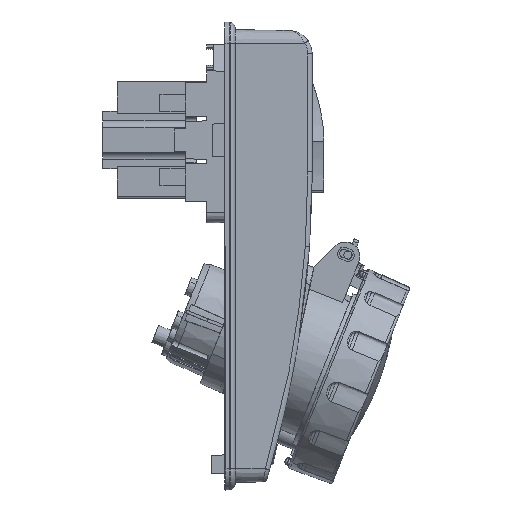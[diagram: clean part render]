
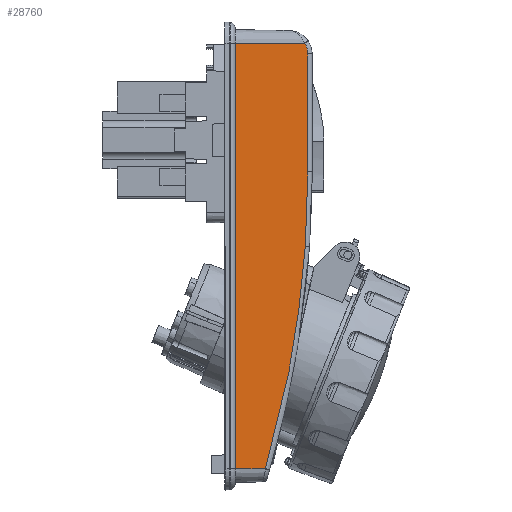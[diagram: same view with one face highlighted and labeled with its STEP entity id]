
A CAD part, front view. The second image highlights one B-rep face of the part: STEP entity #28760.
In plain terms, the highlighted planar face has unit normal (0.018, -1, 0).
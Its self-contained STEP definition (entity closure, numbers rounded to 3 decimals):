
#3513=DIRECTION('',(0.,0.,1.));
#3514=VECTOR('',#3513,200.);
#3515=CARTESIAN_POINT('',(101.187,-47.9,-94.5));
#3516=LINE('',#3515,#3514);
#3517=DIRECTION('',(1.,0.017,0.));
#3518=VECTOR('',#3517,32.498);
#3519=CARTESIAN_POINT('',(101.187,-47.9,105.5));
#3520=LINE('',#3519,#3518);
#3521=CARTESIAN_POINT('',(133.68,-47.333,105.5));
#3522=CARTESIAN_POINT('',(133.846,-47.33,105.254));
#3523=CARTESIAN_POINT('',(134.153,-47.325,104.747));
#3524=CARTESIAN_POINT('',(134.539,-47.318,103.94));
#3525=CARTESIAN_POINT('',(134.842,-47.313,103.101));
#3526=CARTESIAN_POINT('',(135.061,-47.309,102.235));
#3527=CARTESIAN_POINT('',(135.193,-47.306,101.351));
#3528=CARTESIAN_POINT('',(135.222,-47.306,100.759));
#3529=CARTESIAN_POINT('',(135.222,-47.306,100.462));
#3531=DIRECTION('',(0.,0.,-1.));
#3532=VECTOR('',#3531,55.462);
#3533=CARTESIAN_POINT('',(135.222,-47.306,100.462));
#3534=LINE('',#3533,#3532);
#3535=CARTESIAN_POINT('',(135.222,-47.306,45.));
#3536=CARTESIAN_POINT('',(135.222,-47.306,41.105));
#3537=CARTESIAN_POINT('',(135.131,-47.308,33.32));
#3538=CARTESIAN_POINT('',(134.72,-47.315,21.646));
#3539=CARTESIAN_POINT('',(134.264,-47.323,13.88));
#3540=CARTESIAN_POINT('',(133.99,-47.327,10.));
#3542=CARTESIAN_POINT('',(115.284,-47.654,
-94.5));
#3543=CARTESIAN_POINT('',(116.526,-47.632,
-90.245));
#3544=CARTESIAN_POINT('',(118.895,-47.591,
-81.704));
#3545=CARTESIAN_POINT('',(122.106,-47.535,
-68.798));
#3546=CARTESIAN_POINT('',(124.972,-47.485,
-55.813));
#3547=CARTESIAN_POINT('',(127.489,-47.441,
-42.755));
#3548=CARTESIAN_POINT('',(129.657,-47.403,
-29.635));
#3549=CARTESIAN_POINT('',(131.474,-47.371,
-16.461));
#3550=CARTESIAN_POINT('',(132.939,-47.346,
-3.243));
#3551=CARTESIAN_POINT('',(133.679,-47.333,5.583));
#3552=CARTESIAN_POINT('',(133.99,-47.327,10.));
#3554=DIRECTION('',(1.,0.017,0.));
#3555=VECTOR('',#3554,14.1);
#3556=CARTESIAN_POINT('',(101.187,-47.9,-94.5));
#3557=LINE('',#3556,#3555);
#5584=CARTESIAN_POINT('',(115.284,-47.654,
-94.5));
#5598=CARTESIAN_POINT('',(133.99,-47.327,10.));
#22648=CARTESIAN_POINT('',(135.222,-47.306,
100.462));
#22649=CARTESIAN_POINT('',(135.222,-47.306,45.));
#22650=VERTEX_POINT('',#22648);
#22651=VERTEX_POINT('',#22649);
#22653=VERTEX_POINT('',#3521);
#22999=CARTESIAN_POINT('',(101.187,-47.9,105.5));
#23001=VERTEX_POINT('',#22999);
#23013=VERTEX_POINT('',#5598);
#23546=VERTEX_POINT('',#5584);
#23556=CARTESIAN_POINT('',(101.187,-47.9,-94.5));
#23558=VERTEX_POINT('',#23556);
#28740=CARTESIAN_POINT('',(101.187,-47.9,
5.5));
#28741=DIRECTION('',(-0.017,1.,0.));
#28742=DIRECTION('',(0.,0.,-1.));
#28743=AXIS2_PLACEMENT_3D('',#28740,#28741,#28742);
#28744=PLANE('',#28743);
#28746=ORIENTED_EDGE('',*,*,#28745,.F.);
#28747=ORIENTED_EDGE('',*,*,#28731,.T.);
#28749=ORIENTED_EDGE('',*,*,#28748,.T.);
#28751=ORIENTED_EDGE('',*,*,#28750,.T.);
#28753=ORIENTED_EDGE('',*,*,#28752,.T.);
#28755=ORIENTED_EDGE('',*,*,#28754,.T.);
#28757=ORIENTED_EDGE('',*,*,#28756,.F.);
#28758=EDGE_LOOP('',(#28746,#28747,#28749,#28751,#28753,#28755,#28757));
#28759=FACE_OUTER_BOUND('',#28758,.F.);
#28760=ADVANCED_FACE('',(#28759),#28744,.F.);
#3530=B_SPLINE_CURVE_WITH_KNOTS('',3,(#3521,#3522,#3523,#3524,#3525,#3526,#3527,
#3528,#3529),.UNSPECIFIED.,.F.,.F.,(4,1,1,1,1,1,4),(0.,0.167,
0.333,0.5,0.667,0.833,1.),
.UNSPECIFIED.);
#3541=B_SPLINE_CURVE_WITH_KNOTS('',3,(#3535,#3536,#3537,#3538,#3539,#3540),
.UNSPECIFIED.,.F.,.F.,(4,1,1,4),(0.,0.333,0.667,1.),
.UNSPECIFIED.);
#3553=B_SPLINE_CURVE_WITH_KNOTS('',3,(#3542,#3543,#3544,#3545,#3546,#3547,#3548,
#3549,#3550,#3551,#3552),.UNSPECIFIED.,.F.,.F.,(4,1,1,1,1,1,1,1,4),(0.,
0.125,0.25,0.375,0.5,0.625,0.75,0.875,1.),.UNSPECIFIED.);
#28731=EDGE_CURVE('',#23558,#23001,#3516,.T.);
#28745=EDGE_CURVE('',#23558,#23546,#3557,.T.);
#28748=EDGE_CURVE('',#23001,#22653,#3520,.T.);
#28750=EDGE_CURVE('',#22653,#22650,#3530,.T.);
#28752=EDGE_CURVE('',#22650,#22651,#3534,.T.);
#28754=EDGE_CURVE('',#22651,#23013,#3541,.T.);
#28756=EDGE_CURVE('',#23546,#23013,#3553,.T.);
